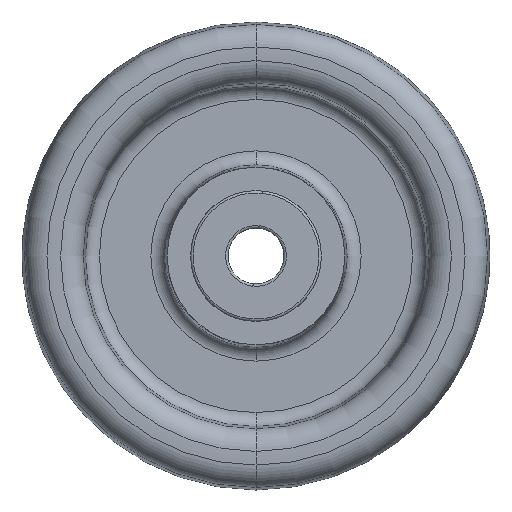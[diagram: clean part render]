
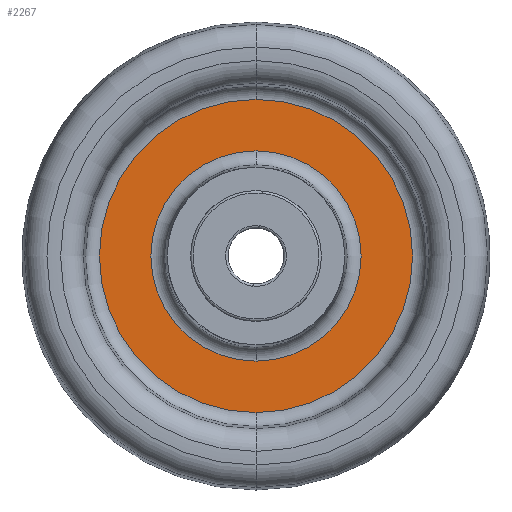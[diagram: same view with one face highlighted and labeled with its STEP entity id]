
A CAD part, left-side view. The second image highlights one B-rep face of the part: STEP entity #2267.
In plain terms, the highlighted planar face has unit normal (-1, 0, 0).
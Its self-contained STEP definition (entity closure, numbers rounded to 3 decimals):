
#26 = CARTESIAN_POINT ( 'NONE',  ( 5.402, -19.101, -33.515 ) ) ;
#65 = DIRECTION ( 'NONE',  ( -1., 0., 0. ) ) ;
#79 = DIRECTION ( 'NONE',  ( 0., 0., 1. ) ) ;
#86 = ORIENTED_EDGE ( 'NONE', *, *, #2816, .F. ) ;
#93 = DIRECTION ( 'NONE',  ( -1., 0., 0. ) ) ;
#97 = ORIENTED_EDGE ( 'NONE', *, *, #2953, .T. ) ;
#228 = FACE_OUTER_BOUND ( 'NONE', #2539, .T. ) ;
#276 = CARTESIAN_POINT ( 'NONE',  ( 5.402, -19.101, 0. ) ) ;
#315 = AXIS2_PLACEMENT_3D ( 'NONE', #1112, #65, #514 ) ;
#491 = VERTEX_POINT ( 'NONE', #26 ) ;
#501 = ORIENTED_EDGE ( 'NONE', *, *, #2967, .F. ) ;
#514 = DIRECTION ( 'NONE',  ( 0., 0., 1. ) ) ;
#571 = CARTESIAN_POINT ( 'NONE',  ( 5.402, -19.101, 0. ) ) ;
#714 = CIRCLE ( 'NONE', #1736, 33.515 ) ;
#720 = PLANE ( 'NONE',  #1930 ) ;
#888 = CIRCLE ( 'NONE', #2314, 22.497 ) ;
#1112 = CARTESIAN_POINT ( 'NONE',  ( 5.402, -19.101, 0. ) ) ;
#1179 = DIRECTION ( 'NONE',  ( 0., 0., 1. ) ) ;
#1237 = DIRECTION ( 'NONE',  ( 0., 0., 1. ) ) ;
#1270 = VERTEX_POINT ( 'NONE', #2202 ) ;
#1423 = CARTESIAN_POINT ( 'NONE',  ( 5.402, -19.101, 22.497 ) ) ;
#1650 = CIRCLE ( 'NONE', #315, 22.497 ) ;
#1656 = EDGE_CURVE ( 'NONE', #491, #1270, #714, .T. ) ;
#1725 = DIRECTION ( 'NONE',  ( -1., 0., 0. ) ) ;
#1728 = EDGE_LOOP ( 'NONE', ( #86, #501 ) ) ;
#1736 = AXIS2_PLACEMENT_3D ( 'NONE', #276, #2115, #1179 ) ;
#1930 = AXIS2_PLACEMENT_3D ( 'NONE', #2561, #2340, #2591 ) ;
#1934 = CARTESIAN_POINT ( 'NONE',  ( 5.402, -19.101, -22.497 ) ) ;
#2097 = FACE_BOUND ( 'NONE', #1728, .T. ) ;
#2115 = DIRECTION ( 'NONE',  ( -1., 0., 0. ) ) ;
#2126 = CIRCLE ( 'NONE', #2466, 33.515 ) ;
#2191 = CARTESIAN_POINT ( 'NONE',  ( 5.402, -19.101, 0. ) ) ;
#2202 = CARTESIAN_POINT ( 'NONE',  ( 5.402, -19.101, 33.515 ) ) ;
#2203 = VERTEX_POINT ( 'NONE', #1423 ) ;
#2267 = ADVANCED_FACE ( 'NONE', ( #2097, #228 ), #720, .T. ) ;
#2314 = AXIS2_PLACEMENT_3D ( 'NONE', #2191, #1725, #79 ) ;
#2340 = DIRECTION ( 'NONE',  ( -1., 0., 0. ) ) ;
#2351 = ORIENTED_EDGE ( 'NONE', *, *, #1656, .T. ) ;
#2466 = AXIS2_PLACEMENT_3D ( 'NONE', #571, #93, #1237 ) ;
#2539 = EDGE_LOOP ( 'NONE', ( #97, #2351 ) ) ;
#2561 = CARTESIAN_POINT ( 'NONE',  ( 5.402, 14.414, 0. ) ) ;
#2591 = DIRECTION ( 'NONE',  ( 0., 0., -1. ) ) ;
#2607 = VERTEX_POINT ( 'NONE', #1934 ) ;
#2816 = EDGE_CURVE ( 'NONE', #2203, #2607, #1650, .T. ) ;
#2953 = EDGE_CURVE ( 'NONE', #1270, #491, #2126, .T. ) ;
#2967 = EDGE_CURVE ( 'NONE', #2607, #2203, #888, .T. ) ;
